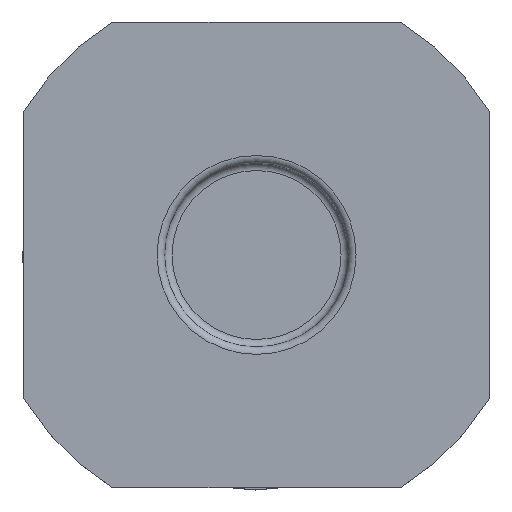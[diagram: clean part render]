
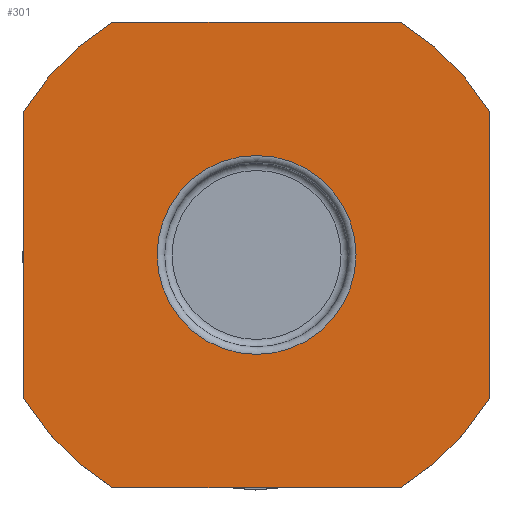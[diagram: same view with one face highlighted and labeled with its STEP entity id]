
A CAD part, top view. The second image highlights one B-rep face of the part: STEP entity #301.
In plain terms, the highlighted planar face has unit normal (0, 0, 1).
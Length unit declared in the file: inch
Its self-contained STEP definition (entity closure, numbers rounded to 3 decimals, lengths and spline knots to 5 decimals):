
#16=LINE('',#489,#32);
#17=LINE('',#493,#33);
#18=LINE('',#497,#34);
#19=LINE('',#501,#35);
#32=VECTOR('',#394,0.19216);
#33=VECTOR('',#397,0.19216);
#34=VECTOR('',#400,0.19216);
#35=VECTOR('',#403,0.19216);
#50=PLANE('',#333);
#72=FACE_BOUND('',#114,.T.);
#85=FACE_OUTER_BOUND('',#113,.T.);
#113=EDGE_LOOP('',(#231,#232,#233,#234,#235,#236,#237,#238));
#114=EDGE_LOOP('',(#239));
#140=CIRCLE('',#330,0.0665);
#142=CIRCLE('',#334,0.183);
#143=CIRCLE('',#335,0.183);
#144=CIRCLE('',#336,0.183);
#145=CIRCLE('',#337,0.183);
#160=VERTEX_POINT('',#481);
#162=VERTEX_POINT('',#487);
#163=VERTEX_POINT('',#488);
#164=VERTEX_POINT('',#490);
#165=VERTEX_POINT('',#492);
#166=VERTEX_POINT('',#494);
#167=VERTEX_POINT('',#496);
#168=VERTEX_POINT('',#498);
#169=VERTEX_POINT('',#500);
#188=EDGE_CURVE('',#160,#160,#140,.T.);
#190=EDGE_CURVE('',#162,#163,#16,.T.);
#191=EDGE_CURVE('',#163,#164,#142,.T.);
#192=EDGE_CURVE('',#164,#165,#17,.T.);
#193=EDGE_CURVE('',#165,#166,#143,.T.);
#194=EDGE_CURVE('',#166,#167,#18,.T.);
#195=EDGE_CURVE('',#167,#168,#144,.T.);
#196=EDGE_CURVE('',#168,#169,#19,.T.);
#197=EDGE_CURVE('',#169,#162,#145,.T.);
#231=ORIENTED_EDGE('',*,*,#190,.T.);
#232=ORIENTED_EDGE('',*,*,#191,.T.);
#233=ORIENTED_EDGE('',*,*,#192,.T.);
#234=ORIENTED_EDGE('',*,*,#193,.T.);
#235=ORIENTED_EDGE('',*,*,#194,.T.);
#236=ORIENTED_EDGE('',*,*,#195,.T.);
#237=ORIENTED_EDGE('',*,*,#196,.T.);
#238=ORIENTED_EDGE('',*,*,#197,.T.);
#239=ORIENTED_EDGE('',*,*,#188,.F.);
#301=ADVANCED_FACE('',(#85,#72),#50,.T.);
#330=AXIS2_PLACEMENT_3D('',#482,#386,#387);
#333=AXIS2_PLACEMENT_3D('',#486,#392,#393);
#334=AXIS2_PLACEMENT_3D('',#491,#395,#396);
#335=AXIS2_PLACEMENT_3D('',#495,#398,#399);
#336=AXIS2_PLACEMENT_3D('',#499,#401,#402);
#337=AXIS2_PLACEMENT_3D('',#502,#404,#405);
#386=DIRECTION('center_axis',(0.,0.,1.));
#387=DIRECTION('ref_axis',(-1.,0.,0.));
#392=DIRECTION('center_axis',(0.,0.,1.));
#393=DIRECTION('ref_axis',(1.,0.,0.));
#394=DIRECTION('',(-1.,0.,0.));
#395=DIRECTION('center_axis',(0.,0.,1.));
#396=DIRECTION('ref_axis',(0.525,-0.851,0.));
#397=DIRECTION('',(0.,-1.,0.));
#398=DIRECTION('center_axis',(0.,0.,1.));
#399=DIRECTION('ref_axis',(0.851,0.525,0.));
#400=DIRECTION('',(1.,0.,0.));
#401=DIRECTION('center_axis',(0.,0.,1.));
#402=DIRECTION('ref_axis',(-0.525,0.851,0.));
#403=DIRECTION('',(0.,1.,0.));
#404=DIRECTION('center_axis',(0.,0.,1.));
#405=DIRECTION('ref_axis',(-0.851,-0.525,0.));
#481=CARTESIAN_POINT('',(0.06725,0.00103,0.12048));
#482=CARTESIAN_POINT('Origin',(0.00075,0.00103,
0.12048));
#486=CARTESIAN_POINT('Origin',(0.00075,0.00103,
0.12048));
#487=CARTESIAN_POINT('',(0.09683,0.15678,0.12048));
#488=CARTESIAN_POINT('',(-0.09533,0.15678,0.12048));
#489=CARTESIAN_POINT('',(-0.09533,0.15678,0.12048));
#490=CARTESIAN_POINT('',(-0.155,0.0971,0.12048));
#491=CARTESIAN_POINT('Origin',(0.00075,0.00103,
0.12048));
#492=CARTESIAN_POINT('',(-0.155,-0.09505,0.12048));
#493=CARTESIAN_POINT('',(-0.155,-0.09505,0.12048));
#494=CARTESIAN_POINT('',(-0.09533,-0.15472,0.12048));
#495=CARTESIAN_POINT('Origin',(0.00075,0.00103,
0.12048));
#496=CARTESIAN_POINT('',(0.09683,-0.15472,0.12048));
#497=CARTESIAN_POINT('',(0.09683,-0.15472,0.12048));
#498=CARTESIAN_POINT('',(0.1565,-0.09505,0.12048));
#499=CARTESIAN_POINT('Origin',(0.00075,0.00103,
0.12048));
#500=CARTESIAN_POINT('',(0.1565,0.0971,0.12048));
#501=CARTESIAN_POINT('',(0.1565,0.0971,0.12048));
#502=CARTESIAN_POINT('Origin',(0.00075,0.00103,
0.12048));
